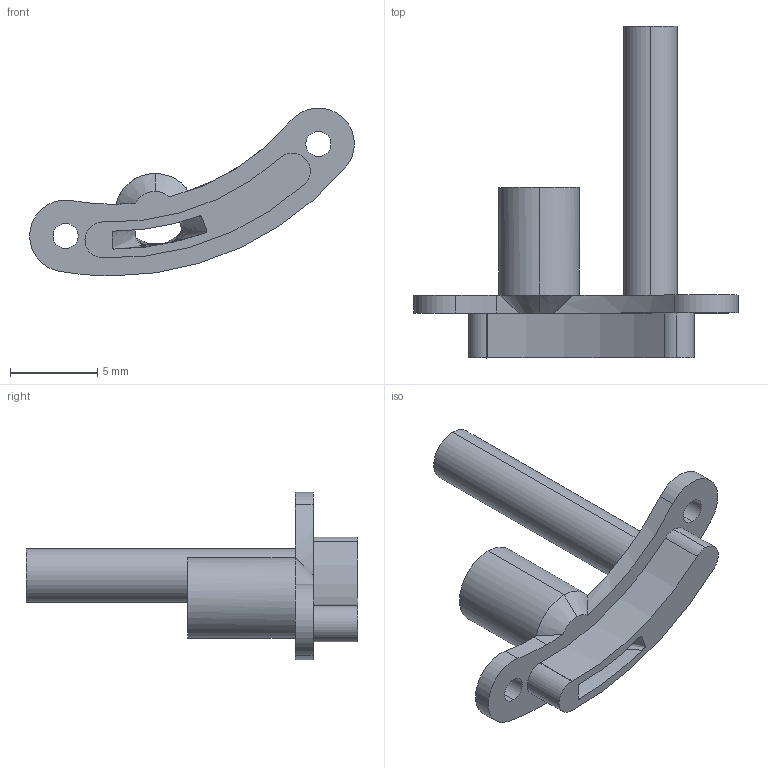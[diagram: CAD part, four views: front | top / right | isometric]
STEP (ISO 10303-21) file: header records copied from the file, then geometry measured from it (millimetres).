
FILE_DESCRIPTION (( 'STEP AP214' ), '1' );
FILE_NAME ('abdampf1_Guss gespiegelt.STEP', '2018-12-06T18:44:39', ( '' ), ( '' ), 'SwSTEP 2.0', 'SolidWorks 2017', '' );
FILE_SCHEMA (( 'AUTOMOTIVE_DESIGN' ));
Length unit declared in the file: millimetre
Products named in the file (1): abdampf1_Guss gespiegelt
Bounding box: 18.64 x 19.05 x 9.64 mm (x, y, z)
Volume: 315.5 mm3; surface area: 613.3 mm2
Topology: 1 solids, 1 shells, 32 faces, 93 edges, 65 vertices
Faces by surface type: cylinder 21, plane 5, bspline 4, cone 2
Entity records: 1957 total; most frequent: CARTESIAN_POINT 1021, DIRECTION 203, ORIENTED_EDGE 186, EDGE_CURVE 93, AXIS2_PLACEMENT_3D 89, VERTEX_POINT 65, CIRCLE 60, EDGE_LOOP 40
